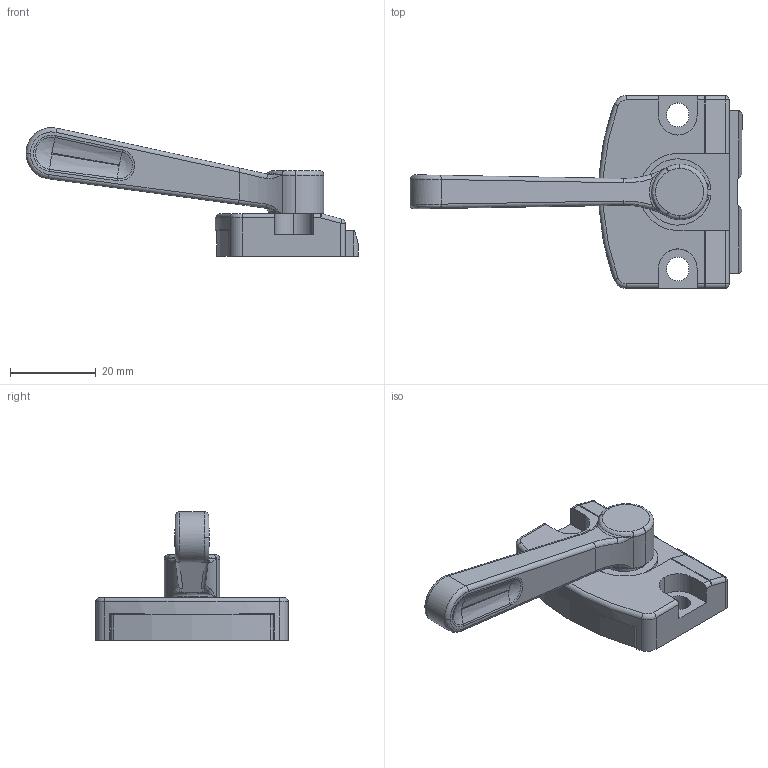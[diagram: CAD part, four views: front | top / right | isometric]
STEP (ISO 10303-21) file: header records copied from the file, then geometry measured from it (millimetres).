
FILE_DESCRIPTION (( 'STEP AP203' ), '1' );
FILE_NAME ('qlscl10r.STEP', '2021-10-21T08:34:33', ( '' ), ( '' ), 'SwSTEP 2.0', 'SolidWorks 2020', '' );
FILE_SCHEMA (( 'CONFIG_CONTROL_DESIGN' ));
Length unit declared in the file: millimetre
Products named in the file (4): qlscl10r_02; qlscl10r; qlscl10r_01; qlscl10r_03
Assembly tree (3 placements, depth 2):
  qlscl10r
    qlscl10r_01
    qlscl10r_02
    qlscl10r_03
Bounding box: 77.59 x 45 x 30.06 mm (x, y, z)
Volume: 16392.2 mm3; surface area: 9679.4 mm2
Topology: 3 solids, 3 shells, 184 faces, 475 edges, 298 vertices
Faces by surface type: plane 72, cylinder 68, bspline 30, torus 8, sphere 6
Entity records: 7497 total; most frequent: CARTESIAN_POINT 2770, ORIENTED_EDGE 942, DIRECTION 880, EDGE_CURVE 471, AXIS2_PLACEMENT_3D 324, VERTEX_POINT 298, LINE 232, VECTOR 232
